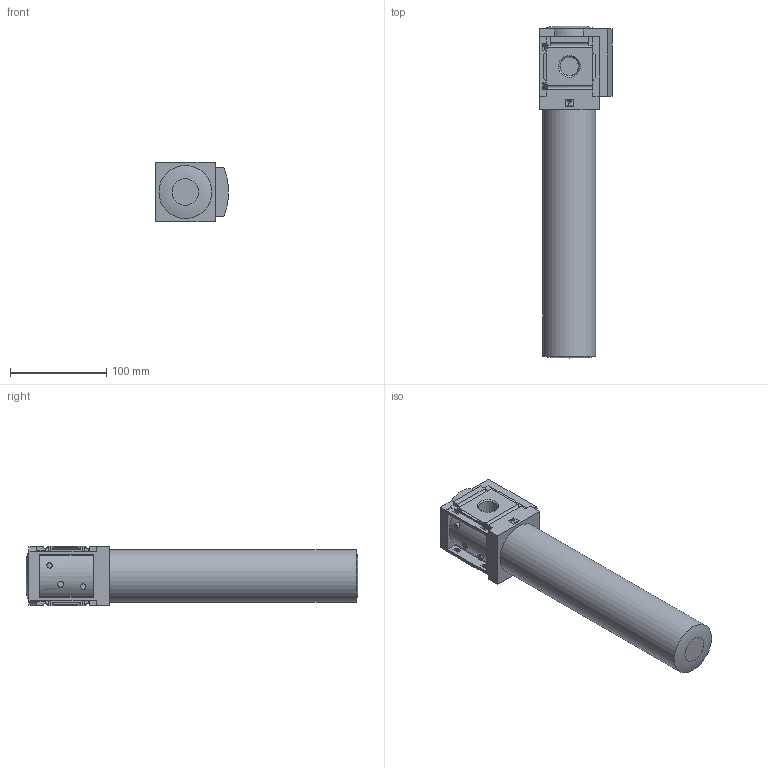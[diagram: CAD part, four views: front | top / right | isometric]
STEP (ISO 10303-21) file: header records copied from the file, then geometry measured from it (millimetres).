
FILE_DESCRIPTION(/* description */ ('STEP AP214'),/* implementation_level */ '2;1');
FILE_NAME(/* name */ '543657_MS6N-LDM1-1_2-P20-Z',/* time_stamp */ '2024-09-11T13:53:06+02:00',/* author */ ('License CC BY-ND 4.0'),/* organization */ ('CADENAS'),/* preprocessor_version */ 'ST-DEVELOPER v19.3',/* originating_system */ 'PARTsolutions',/* authorisation */ ' ');
FILE_SCHEMA (('AUTOMOTIVE_DESIGN {1 0 10303 214 3 1 1}'));
Length unit declared in the file: millimetre
Products named in the file (2): 543657 MS6N-LDM1-1/2-P20-Z; 543639 MS6N-LDM1-1/2-P20-Z0D
Assembly tree (1 placements, depth 2):
  543657 MS6N-LDM1-1/2-P20-Z
    543639 MS6N-LDM1-1/2-P20-Z0D
Bounding box: 75.8 x 345 x 62 mm (x, y, z)
Volume: 941987.5 mm3; surface area: 80723.1 mm2
Topology: 1 solids, 1 shells, 178 faces, 496 edges, 328 vertices
Faces by surface type: plane 142, cylinder 30, cone 4, torus 2
Full cylindrical faces by diameter (mm): 5.5 x2, 55 x1
Entity records: 5654 total; most frequent: CARTESIAN_POINT 1023, ORIENTED_EDGE 964, DIRECTION 911, EDGE_CURVE 482, LINE 405, VECTOR 405, VERTEX_POINT 323, AXIS2_PLACEMENT_3D 253
